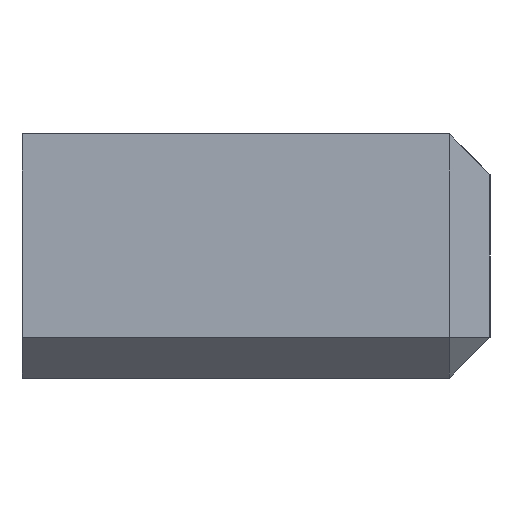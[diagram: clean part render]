
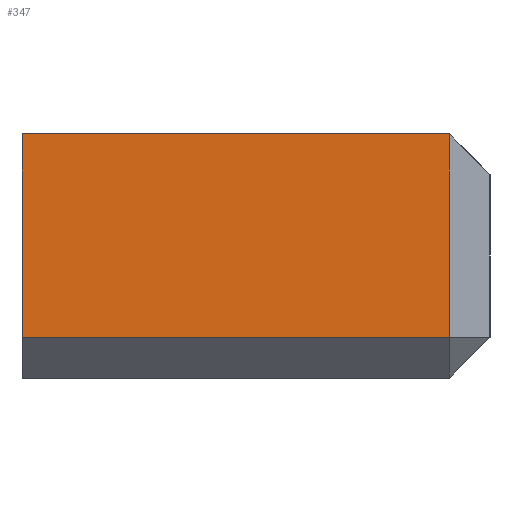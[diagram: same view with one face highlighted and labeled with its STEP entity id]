
A CAD part, left-side view. The second image highlights one B-rep face of the part: STEP entity #347.
In plain terms, the highlighted planar face has unit normal (-1, 0, 0).
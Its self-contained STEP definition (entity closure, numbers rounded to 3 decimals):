
#45=FACE_OUTER_BOUND('',#65,.T.);
#65=EDGE_LOOP('',(#261,#262,#263,#264));
#92=LINE('',#543,#126);
#95=LINE('',#549,#129);
#105=LINE('',#572,#139);
#106=LINE('',#573,#140);
#126=VECTOR('',#434,10.);
#129=VECTOR('',#441,10.);
#139=VECTOR('',#461,10.);
#140=VECTOR('',#462,10.);
#154=VERTEX_POINT('',#532);
#157=VERTEX_POINT('',#539);
#159=VERTEX_POINT('',#548);
#167=VERTEX_POINT('',#571);
#190=EDGE_CURVE('',#154,#157,#92,.T.);
#193=EDGE_CURVE('',#159,#154,#95,.T.);
#205=EDGE_CURVE('',#167,#159,#105,.T.);
#206=EDGE_CURVE('',#157,#167,#106,.T.);
#261=ORIENTED_EDGE('',*,*,#190,.F.);
#262=ORIENTED_EDGE('',*,*,#193,.F.);
#263=ORIENTED_EDGE('',*,*,#205,.F.);
#264=ORIENTED_EDGE('',*,*,#206,.F.);
#331=PLANE('',#389);
#347=ADVANCED_FACE('',(#45),#331,.T.);
#389=AXIS2_PLACEMENT_3D('',#570,#459,#460);
#434=DIRECTION('',(0.,1.,0.));
#441=DIRECTION('',(0.,0.,-1.));
#459=DIRECTION('center_axis',(-1.,0.,0.));
#460=DIRECTION('ref_axis',(0.,0.,-1.));
#461=DIRECTION('',(0.,-1.,0.));
#462=DIRECTION('',(0.,0.,1.));
#532=CARTESIAN_POINT('',(-25.,-10.5,-2.));
#539=CARTESIAN_POINT('',(-25.,0.,-2.));
#543=CARTESIAN_POINT('',(-25.,0.,-2.));
#548=CARTESIAN_POINT('',(-25.,-10.5,3.));
#549=CARTESIAN_POINT('',(-25.,-10.5,1.5));
#570=CARTESIAN_POINT('Origin',(-25.,0.,3.));
#571=CARTESIAN_POINT('',(-25.,0.,3.));
#572=CARTESIAN_POINT('',(-25.,0.,3.));
#573=CARTESIAN_POINT('',(-25.,0.,-3.));
